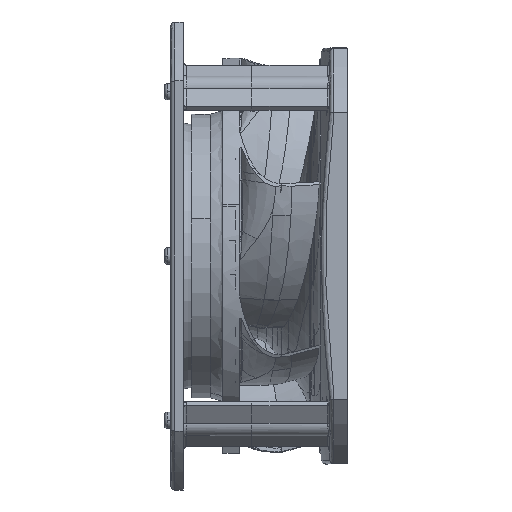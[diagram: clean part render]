
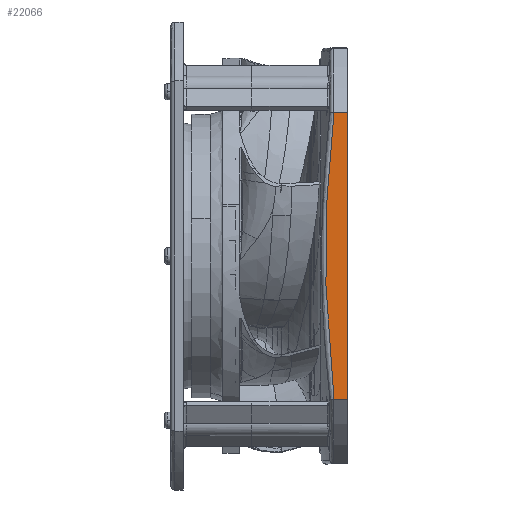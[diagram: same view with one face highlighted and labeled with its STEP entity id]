
A CAD part, left-side view. The second image highlights one B-rep face of the part: STEP entity #22066.
In plain terms, the highlighted planar face has unit normal (-1, 0, 0).
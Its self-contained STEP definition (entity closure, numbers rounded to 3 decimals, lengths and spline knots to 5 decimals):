
#186=DIRECTION('',(0.,0.,1.));
#187=VECTOR('',#186,0.13802);
#188=CARTESIAN_POINT('',(-0.1,0.,-0.06901));
#189=LINE('',#188,#187);
#3255=DIRECTION('',(0.,-1.,0.));
#3256=VECTOR('',#3255,0.00645);
#3257=CARTESIAN_POINT('',(-0.1,0.00645,
-0.06901));
#3258=LINE('',#3257,#3256);
#3277=CARTESIAN_POINT('',(-0.1,0.00645,
-0.06901));
#3278=CARTESIAN_POINT('',(-0.1,0.00769,
-0.05754));
#3279=CARTESIAN_POINT('',(-0.1,0.00924,
-0.04031));
#3280=CARTESIAN_POINT('',(-0.1,0.01036,
-0.01729));
#3281=CARTESIAN_POINT('',(-0.1,0.01065,
0.));
#3282=CARTESIAN_POINT('',(-0.1,0.01036,
0.01729));
#3283=CARTESIAN_POINT('',(-0.1,0.00924,
0.04031));
#3284=CARTESIAN_POINT('',(-0.1,0.00769,
0.05754));
#3285=CARTESIAN_POINT('',(-0.1,0.00646,
0.06901));
#3299=DIRECTION('',(0.,1.,0.));
#3300=VECTOR('',#3299,0.00646);
#3301=CARTESIAN_POINT('',(-0.1,0.,0.06901));
#3302=LINE('',#3301,#3300);
#15859=CARTESIAN_POINT('',(-0.1,0.,-0.06901));
#15860=VERTEX_POINT('',#15859);
#15861=CARTESIAN_POINT('',(-0.1,0.,0.06901));
#15862=VERTEX_POINT('',#15861);
#17211=CARTESIAN_POINT('',(-0.1,0.00645,
-0.06901));
#17212=VERTEX_POINT('',#17211);
#17215=VERTEX_POINT('',#3285);
#22053=CARTESIAN_POINT('',(-0.1,0.,-0.1));
#22054=DIRECTION('',(-1.,0.,0.));
#22055=DIRECTION('',(0.,0.,1.));
#22056=AXIS2_PLACEMENT_3D('',#22053,#22054,#22055);
#22057=PLANE('',#22056);
#22058=ORIENTED_EDGE('',*,*,#22040,.F.);
#22060=ORIENTED_EDGE('',*,*,#22059,.T.);
#22062=ORIENTED_EDGE('',*,*,#22061,.F.);
#22063=ORIENTED_EDGE('',*,*,#19643,.F.);
#22064=EDGE_LOOP('',(#22058,#22060,#22062,#22063));
#22065=FACE_OUTER_BOUND('',#22064,.F.);
#22066=ADVANCED_FACE('',(#22065),#22057,.T.);
#3286=B_SPLINE_CURVE_WITH_KNOTS('',3,(#3277,#3278,#3279,#3280,#3281,#3282,#3283,
#3284,#3285),.UNSPECIFIED.,.F.,.F.,(4,1,1,1,1,1,4),(0.,0.25,0.375,0.5,
0.625,0.75,1.),.UNSPECIFIED.);
#19643=EDGE_CURVE('',#15860,#15862,#189,.T.);
#22040=EDGE_CURVE('',#17212,#15860,#3258,.T.);
#22059=EDGE_CURVE('',#17212,#17215,#3286,.T.);
#22061=EDGE_CURVE('',#15862,#17215,#3302,.T.);
